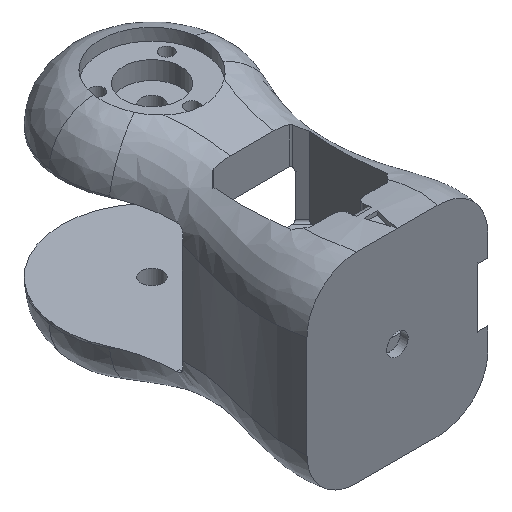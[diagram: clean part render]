
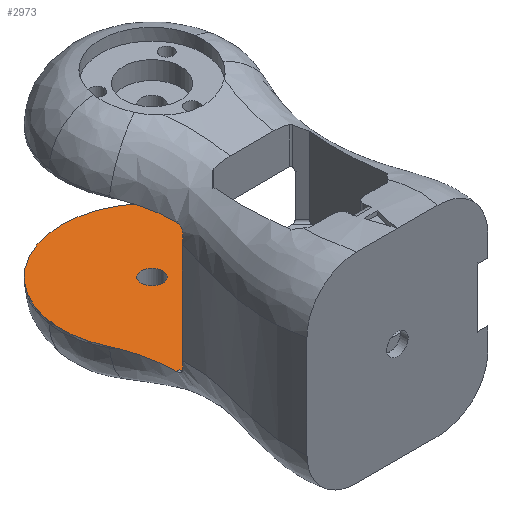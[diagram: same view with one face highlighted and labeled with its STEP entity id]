
A CAD part, isometric view. The second image highlights one B-rep face of the part: STEP entity #2973.
In plain terms, the highlighted planar face has unit normal (0, 0, 1).
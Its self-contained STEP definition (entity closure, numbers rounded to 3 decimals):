
#55=FACE_BOUND('',#552,.T.);
#108=PLANE('',#3211);
#258=B_SPLINE_CURVE_WITH_KNOTS('',3,(#7800,#7801,#7802,#7803,#7804,#7805),
 .UNSPECIFIED.,.F.,.F.,(4,2,4),(-1.953,-0.976,0.),
 .UNSPECIFIED.);
#267=B_SPLINE_CURVE_WITH_KNOTS('',3,(#8244,#8245,#8246,#8247,#8248,#8249),
 .UNSPECIFIED.,.F.,.F.,(4,2,4),(-1.952,-0.976,0.),
 .UNSPECIFIED.);
#269=B_SPLINE_CURVE_WITH_KNOTS('',3,(#8314,#8315,#8316,#8317),
 .UNSPECIFIED.,.F.,.F.,(4,4),(0.971,1.),.UNSPECIFIED.);
#280=B_SPLINE_CURVE_WITH_KNOTS('',3,(#8471,#8472,#8473,#8474),
 .UNSPECIFIED.,.F.,.F.,(4,4),(0.971,1.),.UNSPECIFIED.);
#282=B_SPLINE_CURVE_WITH_KNOTS('',3,(#8623,#8624,#8625,#8626),
 .UNSPECIFIED.,.F.,.F.,(4,4),(0.,0.003),.UNSPECIFIED.);
#377=FACE_OUTER_BOUND('',#551,.T.);
#551=EDGE_LOOP('',(#2364,#2365,#2366,#2367,#2368,#2369,#2370,#2371,#2372,
#2373,#2374,#2375,#2376,#2377,#2378,#2379,#2380,#2381,#2382));
#552=EDGE_LOOP('',(#2383,#2384));
#703=LINE('',#7013,#881);
#718=LINE('',#7099,#896);
#785=LINE('',#8609,#963);
#786=LINE('',#8614,#964);
#787=LINE('',#8619,#965);
#788=LINE('',#8627,#966);
#789=LINE('',#8628,#967);
#881=VECTOR('',#3520,0.15);
#896=VECTOR('',#3545,12.362);
#963=VECTOR('',#3732,1.173);
#964=VECTOR('',#3737,17.3);
#965=VECTOR('',#3742,3.5);
#966=VECTOR('',#3745,3.437);
#967=VECTOR('',#3746,1.176);
#1047=CIRCLE('',#3113,35.);
#1070=CIRCLE('',#3144,151.);
#1076=CIRCLE('',#3163,4.15);
#1079=CIRCLE('',#3166,4.15);
#1099=CIRCLE('',#3212,151.);
#1100=CIRCLE('',#3213,10.);
#1101=CIRCLE('',#3214,10.);
#1102=CIRCLE('',#3215,3.5);
#1103=CIRCLE('',#3216,783.019);
#1208=VERTEX_POINT('',#5255);
#1209=VERTEX_POINT('',#5256);
#1266=VERTEX_POINT('',#6949);
#1267=VERTEX_POINT('',#6950);
#1276=VERTEX_POINT('',#7010);
#1277=VERTEX_POINT('',#7012);
#1296=VERTEX_POINT('',#7097);
#1297=VERTEX_POINT('',#7098);
#1312=VERTEX_POINT('',#7794);
#1313=VERTEX_POINT('',#7799);
#1322=VERTEX_POINT('',#8228);
#1323=VERTEX_POINT('',#8243);
#1337=VERTEX_POINT('',#8297);
#1338=VERTEX_POINT('',#8298);
#1388=VERTEX_POINT('',#8608);
#1389=VERTEX_POINT('',#8611);
#1390=VERTEX_POINT('',#8613);
#1391=VERTEX_POINT('',#8616);
#1392=VERTEX_POINT('',#8618);
#1393=VERTEX_POINT('',#8620);
#1394=VERTEX_POINT('',#8622);
#1531=EDGE_CURVE('',#1208,#1209,#1047,.T.);
#1600=EDGE_CURVE('',#1266,#1267,#1070,.F.);
#1611=EDGE_CURVE('',#1277,#1276,#703,.T.);
#1634=EDGE_CURVE('',#1296,#1297,#718,.T.);
#1658=EDGE_CURVE('',#1313,#1312,#258,.T.);
#1674=EDGE_CURVE('',#1323,#1322,#267,.T.);
#1690=EDGE_CURVE('',#1337,#1338,#1076,.T.);
#1694=EDGE_CURVE('',#1338,#1337,#1079,.T.);
#1695=EDGE_CURVE('',#1323,#1209,#269,.T.);
#1709=EDGE_CURVE('',#1312,#1208,#280,.T.);
#1774=EDGE_CURVE('',#1322,#1388,#785,.F.);
#1775=EDGE_CURVE('',#1388,#1296,#1099,.F.);
#1776=EDGE_CURVE('',#1297,#1389,#1100,.F.);
#1777=EDGE_CURVE('',#1389,#1390,#786,.T.);
#1778=EDGE_CURVE('',#1390,#1277,#1101,.F.);
#1779=EDGE_CURVE('',#1276,#1391,#1102,.F.);
#1780=EDGE_CURVE('',#1391,#1392,#787,.T.);
#1781=EDGE_CURVE('',#1393,#1392,#1103,.F.);
#1782=EDGE_CURVE('',#1394,#1393,#282,.T.);
#1783=EDGE_CURVE('',#1266,#1394,#788,.T.);
#1784=EDGE_CURVE('',#1267,#1313,#789,.F.);
#2364=ORIENTED_EDGE('',*,*,#1774,.T.);
#2365=ORIENTED_EDGE('',*,*,#1775,.T.);
#2366=ORIENTED_EDGE('',*,*,#1634,.T.);
#2367=ORIENTED_EDGE('',*,*,#1776,.T.);
#2368=ORIENTED_EDGE('',*,*,#1777,.T.);
#2369=ORIENTED_EDGE('',*,*,#1778,.T.);
#2370=ORIENTED_EDGE('',*,*,#1611,.T.);
#2371=ORIENTED_EDGE('',*,*,#1779,.T.);
#2372=ORIENTED_EDGE('',*,*,#1780,.T.);
#2373=ORIENTED_EDGE('',*,*,#1781,.F.);
#2374=ORIENTED_EDGE('',*,*,#1782,.F.);
#2375=ORIENTED_EDGE('',*,*,#1783,.F.);
#2376=ORIENTED_EDGE('',*,*,#1600,.T.);
#2377=ORIENTED_EDGE('',*,*,#1784,.T.);
#2378=ORIENTED_EDGE('',*,*,#1658,.T.);
#2379=ORIENTED_EDGE('',*,*,#1709,.T.);
#2380=ORIENTED_EDGE('',*,*,#1531,.T.);
#2381=ORIENTED_EDGE('',*,*,#1695,.F.);
#2382=ORIENTED_EDGE('',*,*,#1674,.T.);
#2383=ORIENTED_EDGE('',*,*,#1690,.F.);
#2384=ORIENTED_EDGE('',*,*,#1694,.F.);
#2973=ADVANCED_FACE('',(#377,#55),#108,.T.);
#3113=AXIS2_PLACEMENT_3D('',#5257,#3438,#3439);
#3144=AXIS2_PLACEMENT_3D('',#6951,#3513,#3514);
#3163=AXIS2_PLACEMENT_3D('',#8299,#3590,#3591);
#3166=AXIS2_PLACEMENT_3D('',#8305,#3597,#3598);
#3211=AXIS2_PLACEMENT_3D('',#8607,#3730,#3731);
#3212=AXIS2_PLACEMENT_3D('',#8610,#3733,#3734);
#3213=AXIS2_PLACEMENT_3D('',#8612,#3735,#3736);
#3214=AXIS2_PLACEMENT_3D('',#8615,#3738,#3739);
#3215=AXIS2_PLACEMENT_3D('',#8617,#3740,#3741);
#3216=AXIS2_PLACEMENT_3D('',#8621,#3743,#3744);
#3438=DIRECTION('center_axis',(0.,0.,
1.));
#3439=DIRECTION('ref_axis',(0.,-1.,0.));
#3513=DIRECTION('center_axis',(0.,0.,
1.));
#3514=DIRECTION('ref_axis',(0.,-1.,0.));
#3520=DIRECTION('',(0.,-1.,0.));
#3545=DIRECTION('',(0.,1.,0.));
#3590=DIRECTION('center_axis',(0.,0.,
1.));
#3591=DIRECTION('ref_axis',(0.,-1.,0.));
#3597=DIRECTION('center_axis',(0.,0.,
1.));
#3598=DIRECTION('ref_axis',(0.,-1.,0.));
#3730=DIRECTION('center_axis',(0.,0.,
1.));
#3731=DIRECTION('ref_axis',(1.,0.,0.));
#3732=DIRECTION('',(-1.,0.,0.));
#3733=DIRECTION('center_axis',(0.,0.,
1.));
#3734=DIRECTION('ref_axis',(0.,-1.,0.));
#3735=DIRECTION('center_axis',(0.,0.,
1.));
#3736=DIRECTION('ref_axis',(0.,-1.,0.));
#3737=DIRECTION('',(1.,0.,0.));
#3738=DIRECTION('center_axis',(0.,0.,
1.));
#3739=DIRECTION('ref_axis',(0.,-1.,0.));
#3740=DIRECTION('center_axis',(0.,0.,
1.));
#3741=DIRECTION('ref_axis',(0.,-1.,0.));
#3742=DIRECTION('',(1.,0.,0.));
#3743=DIRECTION('center_axis',(-1.,0.,0.));
#3744=DIRECTION('ref_axis',(0.,-0.003,-1.));
#3745=DIRECTION('',(0.,1.,0.));
#3746=DIRECTION('',(-1.,0.,0.));
#5255=CARTESIAN_POINT('',(-3.428,79.894,20.));
#5256=CARTESIAN_POINT('',(-66.572,79.894,20.));
#5257=CARTESIAN_POINT('Origin',(-35.,95.,20.));
#6949=CARTESIAN_POINT('',(-16.352,33.938,20.));
#6950=CARTESIAN_POINT('',(-9.307,58.5,20.));
#6951=CARTESIAN_POINT('Origin',(131.798,4.739,20.));
#7010=CARTESIAN_POINT('',(-16.352,46.15,20.));
#7012=CARTESIAN_POINT('',(-16.352,46.3,20.));
#7013=CARTESIAN_POINT('',(-16.352,46.3,20.));
#7097=CARTESIAN_POINT('',(-53.652,33.938,20.));
#7098=CARTESIAN_POINT('',(-53.652,46.3,20.));
#7099=CARTESIAN_POINT('',(-53.652,33.938,20.));
#7794=CARTESIAN_POINT('',(-4.475,77.527,20.));
#7799=CARTESIAN_POINT('',(-8.131,58.5,20.));
#7800=CARTESIAN_POINT('Ctrl Pts',(-8.131,58.5,20.));
#7801=CARTESIAN_POINT('Ctrl Pts',(-8.091,61.754,20.));
#7802=CARTESIAN_POINT('Ctrl Pts',(-7.794,64.998,20.));
#7803=CARTESIAN_POINT('Ctrl Pts',(-6.596,71.391,20.));
#7804=CARTESIAN_POINT('Ctrl Pts',(-5.701,74.513,20.));
#7805=CARTESIAN_POINT('Ctrl Pts',(-4.475,77.527,20.));
#8228=CARTESIAN_POINT('',(-61.869,58.5,20.));
#8243=CARTESIAN_POINT('',(-65.525,77.527,20.));
#8244=CARTESIAN_POINT('Ctrl Pts',(-65.525,77.527,20.));
#8245=CARTESIAN_POINT('Ctrl Pts',(-64.299,74.513,20.));
#8246=CARTESIAN_POINT('Ctrl Pts',(-63.404,71.391,20.));
#8247=CARTESIAN_POINT('Ctrl Pts',(-62.206,64.998,20.));
#8248=CARTESIAN_POINT('Ctrl Pts',(-61.909,61.754,20.));
#8249=CARTESIAN_POINT('Ctrl Pts',(-61.869,58.5,20.));
#8297=CARTESIAN_POINT('',(-35.,90.85,20.));
#8298=CARTESIAN_POINT('',(-30.85,95.,20.));
#8299=CARTESIAN_POINT('Origin',(-35.,95.,20.));
#8305=CARTESIAN_POINT('Origin',(-35.,95.,20.));
#8314=CARTESIAN_POINT('Ctrl Pts',(-65.525,77.527,20.));
#8315=CARTESIAN_POINT('Ctrl Pts',(-65.846,78.315,20.));
#8316=CARTESIAN_POINT('Ctrl Pts',(-66.194,79.104,20.));
#8317=CARTESIAN_POINT('Ctrl Pts',(-66.572,79.894,20.));
#8471=CARTESIAN_POINT('Ctrl Pts',(-4.475,77.527,20.));
#8472=CARTESIAN_POINT('Ctrl Pts',(-4.154,78.315,20.));
#8473=CARTESIAN_POINT('Ctrl Pts',(-3.806,79.104,20.));
#8474=CARTESIAN_POINT('Ctrl Pts',(-3.428,79.894,20.));
#8607=CARTESIAN_POINT('Origin',(-85.,0.,20.));
#8608=CARTESIAN_POINT('',(-60.696,58.5,20.));
#8609=CARTESIAN_POINT('',(-60.696,58.5,20.));
#8610=CARTESIAN_POINT('Origin',(-201.802,4.739,20.));
#8611=CARTESIAN_POINT('',(-43.652,56.3,20.));
#8612=CARTESIAN_POINT('Origin',(-43.652,46.3,20.));
#8613=CARTESIAN_POINT('',(-26.352,56.3,20.));
#8614=CARTESIAN_POINT('',(-43.652,56.3,20.));
#8615=CARTESIAN_POINT('Origin',(-26.352,46.3,20.));
#8616=CARTESIAN_POINT('',(-19.852,42.65,20.));
#8617=CARTESIAN_POINT('Origin',(-19.852,46.15,20.));
#8618=CARTESIAN_POINT('',(-16.352,42.65,20.));
#8619=CARTESIAN_POINT('',(-19.852,42.65,20.));
#8620=CARTESIAN_POINT('',(-16.352,37.375,20.));
#8621=CARTESIAN_POINT('Origin',(-16.352,40.013,803.014));
#8622=CARTESIAN_POINT('',(-16.352,37.348,20.));
#8623=CARTESIAN_POINT('Ctrl Pts',(-16.352,37.348,20.));
#8624=CARTESIAN_POINT('Ctrl Pts',(-16.352,37.357,20.));
#8625=CARTESIAN_POINT('Ctrl Pts',(-16.352,37.366,20.));
#8626=CARTESIAN_POINT('Ctrl Pts',(-16.352,37.375,20.));
#8627=CARTESIAN_POINT('',(-16.352,33.938,20.));
#8628=CARTESIAN_POINT('',(-8.131,58.5,20.));
